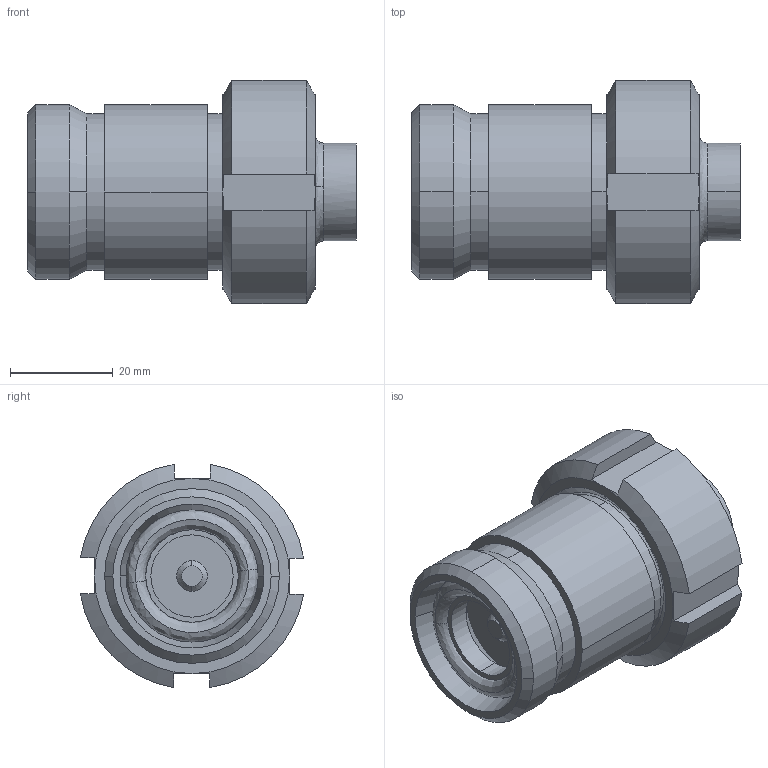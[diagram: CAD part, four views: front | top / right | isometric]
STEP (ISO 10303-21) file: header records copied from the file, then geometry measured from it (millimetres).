
FILE_DESCRIPTION (( 'STEP AP214' ), '1' );
FILE_NAME ('5091015XXX-XXX.STEP', '2010-05-31T07:24:54', ( ' ' ), ( ' ' ), 'SwSTEP 2.0', 'SolidWorks 2009', '' );
FILE_SCHEMA (( 'AUTOMOTIVE_DESIGN' ));
Length unit declared in the file: millimetre
Products named in the file (1): 5091015XXX-XXX
Bounding box: 64 x 43.44 x 43.44 mm (x, y, z)
Volume: 49455 mm3; surface area: 16596.5 mm2
Topology: 2 solids, 2 shells, 108 faces, 244 edges, 152 vertices
Faces by surface type: cylinder 38, cone 36, plane 28, bspline 6
Entity records: 4575 total; most frequent: CARTESIAN_POINT 893, DIRECTION 548, ORIENTED_EDGE 488, EDGE_CURVE 244, AXIS2_PLACEMENT_3D 235, VERTEX_POINT 152, CIRCLE 132, EDGE_LOOP 122
